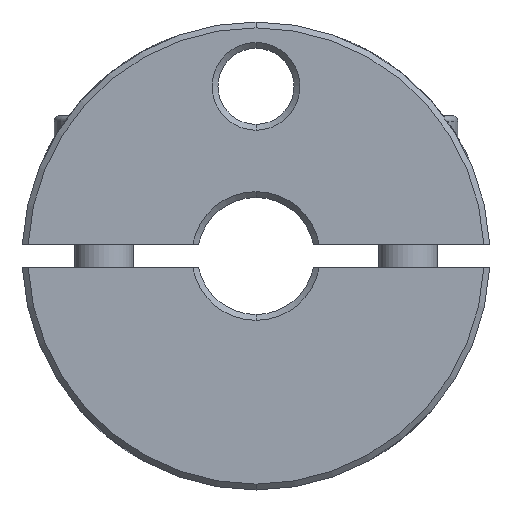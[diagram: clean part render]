
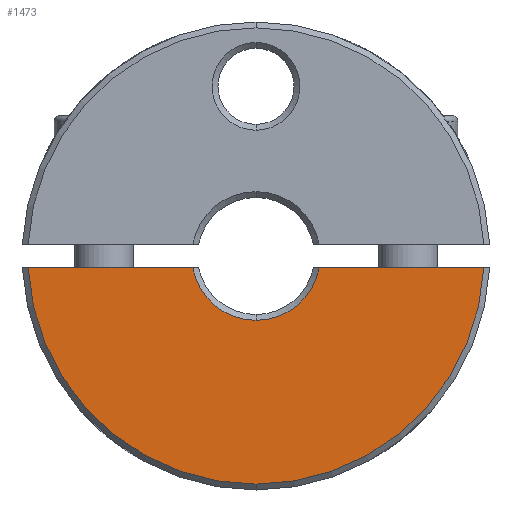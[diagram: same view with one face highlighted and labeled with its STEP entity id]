
A CAD part, front view. The second image highlights one B-rep face of the part: STEP entity #1473.
In plain terms, the highlighted planar face has unit normal (0, -1, 0).
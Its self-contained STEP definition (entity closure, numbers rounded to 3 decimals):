
#615=EDGE_CURVE('',#1143,#1125,#1643,.T.);
#645=EDGE_CURVE('',#929,#1143,#1675,.T.);
#751=VERTEX_POINT('',#1793);
#793=VERTEX_POINT('',#1839);
#859=EDGE_CURVE('',#751,#1093,#1910,.T.);
#911=EDGE_CURVE('',#1093,#1125,#1965,.T.);
#929=VERTEX_POINT('',#1991);
#1067=EDGE_CURVE('',#929,#793,#2152,.T.);
#1093=VERTEX_POINT('',#2180);
#1119=EDGE_CURVE('',#793,#751,#2209,.T.);
#1125=VERTEX_POINT('',#2215);
#1143=VERTEX_POINT('',#2234);
#1473=ADVANCED_FACE('',(#2611),#2612,.T.);
#1643=CIRCLE('',#2862,5.5);
#1675=CIRCLE('',#2933,5.5);
#1793=CARTESIAN_POINT('',(0.,-12.0,-19.5));
#1839=CARTESIAN_POINT('',(-19.474,-12.,-1.0));
#1910=CIRCLE('',#3331,19.5);
#1965=LINE('',#3448,#3449);
#1991=CARTESIAN_POINT('',(-5.408,-12.,-1.0));
#2152=LINE('',#3703,#3704);
#2180=CARTESIAN_POINT('',(19.474,-12.0,-1.0));
#2209=CIRCLE('',#3830,19.5);
#2215=CARTESIAN_POINT('',(5.408,-12.,-1.0));
#2234=CARTESIAN_POINT('',(0.,-12.0,-5.5));
#2611=FACE_OUTER_BOUND('',#4542,.T.);
#2612=PLANE('',#4543);
#2862=AXIS2_PLACEMENT_3D('',#4741,#4742,#4743);
#2933=AXIS2_PLACEMENT_3D('',#4765,#4766,#4767);
#3331=AXIS2_PLACEMENT_3D('',#5019,#5020,#5021);
#3448=CARTESIAN_POINT('',(20.0,-12.0,-1.0));
#3449=VECTOR('',#5065,1.0);
#3703=CARTESIAN_POINT('',(4.5,-12.0,-1.0));
#3704=VECTOR('',#5343,1.0);
#3830=AXIS2_PLACEMENT_3D('',#5407,#5408,#5409);
#4542=EDGE_LOOP('',(#5881,#5882,#5883,#5884,#5885,#5886));
#4543=AXIS2_PLACEMENT_3D('',#5887,#5888,#5889);
#4741=CARTESIAN_POINT('',(0.,-12.0,0.));
#4742=DIRECTION('',(0.,-1.0,0.));
#4743=DIRECTION('',(0.,0.,1.0));
#4765=CARTESIAN_POINT('',(0.,-12.0,0.));
#4766=DIRECTION('',(0.,-1.0,0.));
#4767=DIRECTION('',(0.,0.,1.0));
#5019=CARTESIAN_POINT('',(0.,-12.0,0.));
#5020=DIRECTION('',(0.,-1.0,0.));
#5021=DIRECTION('',(0.,0.,1.0));
#5065=DIRECTION('',(-1.0,0.,0.));
#5343=DIRECTION('',(-1.0,0.,0.));
#5407=CARTESIAN_POINT('',(0.,-12.0,0.));
#5408=DIRECTION('',(0.,-1.0,0.));
#5409=DIRECTION('',(0.,0.,1.0));
#5881=ORIENTED_EDGE('',*,*,#911,.T.);
#5882=ORIENTED_EDGE('',*,*,#615,.F.);
#5883=ORIENTED_EDGE('',*,*,#645,.F.);
#5884=ORIENTED_EDGE('',*,*,#1067,.T.);
#5885=ORIENTED_EDGE('',*,*,#1119,.T.);
#5886=ORIENTED_EDGE('',*,*,#859,.T.);
#5887=CARTESIAN_POINT('',(0.,-12.0,12.5));
#5888=DIRECTION('',(0.,-1.0,0.));
#5889=DIRECTION('',(0.,0.,1.0));
